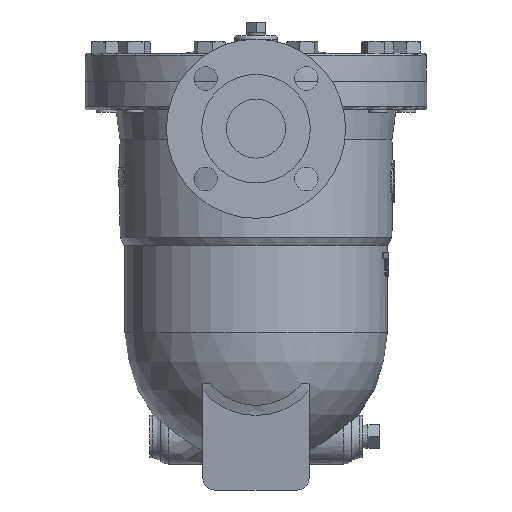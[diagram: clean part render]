
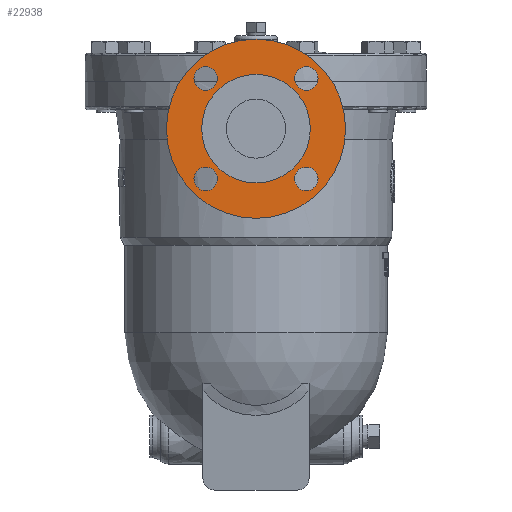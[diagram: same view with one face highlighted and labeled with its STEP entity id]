
A CAD part, left-side view. The second image highlights one B-rep face of the part: STEP entity #22938.
In plain terms, the highlighted planar face has unit normal (-1, 0, 0).
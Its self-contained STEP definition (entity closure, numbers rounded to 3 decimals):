
#22703=CARTESIAN_POINT('',(-193.4,-52.639,-82.639));
#22704=VERTEX_POINT('',#22703);
#22705=CARTESIAN_POINT('',(-193.4,-42.639,-82.639));
#22706=DIRECTION('',(1.0,0.0,0.0));
#22707=DIRECTION('',(0.0,-1.0,0.0));
#22708=AXIS2_PLACEMENT_3D('',#22705,#22706,#22707);
#22709=CIRCLE('',#22708,10.0);
#22710=EDGE_CURVE('',#22704,#22704,#22709,.T.);
#22848=CARTESIAN_POINT('',(-193.4,0.0,6.05));
#22849=VERTEX_POINT('',#22848);
#22850=CARTESIAN_POINT('',(-193.4,0.0,-40.));
#22851=DIRECTION('',(-1.0,0.0,0.0));
#22852=DIRECTION('',(0.0,0.0,1.0));
#22853=AXIS2_PLACEMENT_3D('',#22850,#22851,#22852);
#22854=CIRCLE('',#22853,46.05);
#22855=EDGE_CURVE('',#22849,#22849,#22854,.T.);
#22879=CARTESIAN_POINT('',(-193.4,0.0,36.));
#22880=VERTEX_POINT('',#22879);
#22881=CARTESIAN_POINT('',(-193.4,0.0,-40.));
#22882=DIRECTION('',(-1.0,0.0,0.0));
#22883=DIRECTION('',(0.0,0.0,1.0));
#22884=AXIS2_PLACEMENT_3D('',#22881,#22882,#22883);
#22885=CIRCLE('',#22884,76.0);
#22886=EDGE_CURVE('',#22880,#22880,#22885,.T.);
#22891=CARTESIAN_POINT('',(-193.4,0.0,21.025));
#22892=DIRECTION('',(-1.0,0.0,0.0));
#22893=DIRECTION('',(0.0,0.0,1.0));
#22894=AXIS2_PLACEMENT_3D('',#22891,#22892,#22893);
#22895=PLANE('',#22894);
#22896=ORIENTED_EDGE('',*,*,#22886,.T.);
#22897=EDGE_LOOP('',(#22896));
#22898=FACE_OUTER_BOUND('',#22897,.T.);
#22899=CARTESIAN_POINT('',(-193.4,42.639,-92.639));
#22900=VERTEX_POINT('',#22899);
#22901=CARTESIAN_POINT('',(-193.4,42.639,-82.639));
#22902=DIRECTION('',(1.0,0.0,0.0));
#22903=DIRECTION('',(0.0,0.0,-1.0));
#22904=AXIS2_PLACEMENT_3D('',#22901,#22902,#22903);
#22905=CIRCLE('',#22904,10.0);
#22906=EDGE_CURVE('',#22900,#22900,#22905,.T.);
#22907=ORIENTED_EDGE('',*,*,#22906,.T.);
#22908=EDGE_LOOP('',(#22907));
#22909=FACE_BOUND('',#22908,.T.);
#22910=ORIENTED_EDGE('',*,*,#22855,.F.);
#22911=EDGE_LOOP('',(#22910));
#22912=FACE_BOUND('',#22911,.T.);
#22913=CARTESIAN_POINT('',(-193.4,-42.639,12.639));
#22914=VERTEX_POINT('',#22913);
#22915=CARTESIAN_POINT('',(-193.4,-42.639,2.639));
#22916=DIRECTION('',(1.0,0.0,0.0));
#22917=DIRECTION('',(0.0,0.0,1.0));
#22918=AXIS2_PLACEMENT_3D('',#22915,#22916,#22917);
#22919=CIRCLE('',#22918,10.0);
#22920=EDGE_CURVE('',#22914,#22914,#22919,.T.);
#22921=ORIENTED_EDGE('',*,*,#22920,.T.);
#22922=EDGE_LOOP('',(#22921));
#22923=FACE_BOUND('',#22922,.T.);
#22924=CARTESIAN_POINT('',(-193.4,52.639,2.639));
#22925=VERTEX_POINT('',#22924);
#22926=CARTESIAN_POINT('',(-193.4,42.639,2.639));
#22927=DIRECTION('',(1.0,0.0,0.0));
#22928=DIRECTION('',(0.0,1.0,0.0));
#22929=AXIS2_PLACEMENT_3D('',#22926,#22927,#22928);
#22930=CIRCLE('',#22929,10.0);
#22931=EDGE_CURVE('',#22925,#22925,#22930,.T.);
#22932=ORIENTED_EDGE('',*,*,#22931,.T.);
#22933=EDGE_LOOP('',(#22932));
#22934=FACE_BOUND('',#22933,.T.);
#22935=ORIENTED_EDGE('',*,*,#22710,.T.);
#22936=EDGE_LOOP('',(#22935));
#22937=FACE_BOUND('',#22936,.T.);
#22938=ADVANCED_FACE('',(#22898,#22909,#22912,#22923,#22934,#22937),#22895,.T.);
